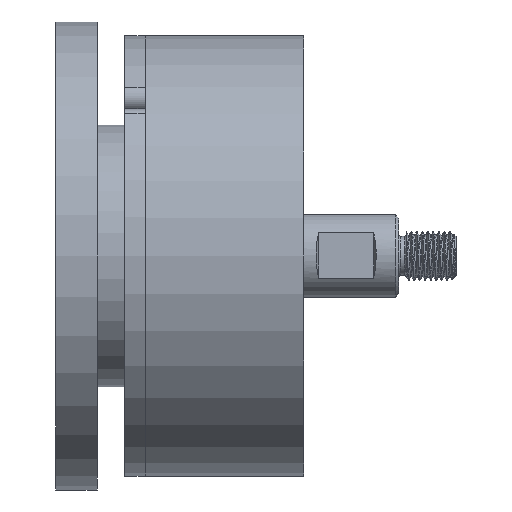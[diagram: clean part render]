
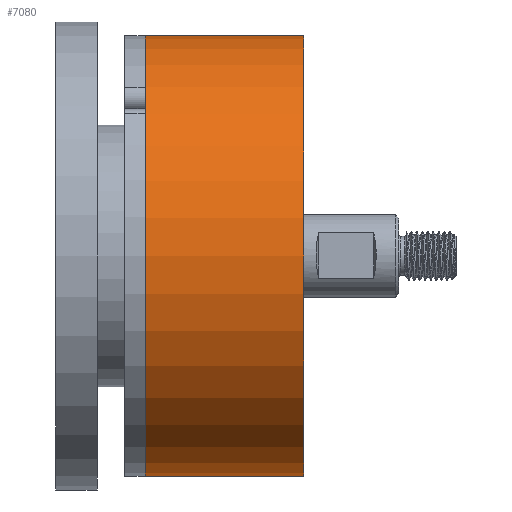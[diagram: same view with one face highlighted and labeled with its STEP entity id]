
A CAD part, left-side view. The second image highlights one B-rep face of the part: STEP entity #7080.
In plain terms, the highlighted cylindrical face has radius 50.8 mm (diameter 101.6 mm), a full revolution.
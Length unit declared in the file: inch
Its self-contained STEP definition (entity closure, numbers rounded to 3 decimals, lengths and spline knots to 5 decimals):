
#1502=CYLINDRICAL_SURFACE('',#7421,2.);
#1587=FACE_BOUND('',#2379,.T.);
#1911=FACE_OUTER_BOUND('',#2378,.T.);
#2378=EDGE_LOOP('',(#5656));
#2379=EDGE_LOOP('',(#5657));
#2603=CIRCLE('',#7390,2.);
#2617=CIRCLE('',#7422,2.);
#3176=VERTEX_POINT('',#12062);
#3190=VERTEX_POINT('',#12108);
#4031=EDGE_CURVE('',#3176,#3176,#2603,.T.);
#4045=EDGE_CURVE('',#3190,#3190,#2617,.T.);
#5656=ORIENTED_EDGE('',*,*,#4031,.T.);
#5657=ORIENTED_EDGE('',*,*,#4045,.F.);
#7080=ADVANCED_FACE('',(#1911,#1587),#1502,.T.);
#7390=AXIS2_PLACEMENT_3D('',#12063,#8318,#8319);
#7421=AXIS2_PLACEMENT_3D('',#12107,#8380,#8381);
#7422=AXIS2_PLACEMENT_3D('',#12109,#8382,#8383);
#8318=DIRECTION('center_axis',(0.,1.,0.));
#8319=DIRECTION('ref_axis',(0.,0.,
-1.));
#8380=DIRECTION('center_axis',(0.,1.,0.));
#8381=DIRECTION('ref_axis',(0.,0.,1.));
#8382=DIRECTION('center_axis',(0.,1.,0.));
#8383=DIRECTION('ref_axis',(0.,0.,
-1.));
#12062=CARTESIAN_POINT('',(0.,-2.0455,2.));
#12063=CARTESIAN_POINT('Origin',(0.,-2.0455,0.));
#12107=CARTESIAN_POINT('Origin',(0.,-1.32675,0.));
#12108=CARTESIAN_POINT('',(0.,-0.608,2.));
#12109=CARTESIAN_POINT('Origin',(0.,-0.608,
0.));
